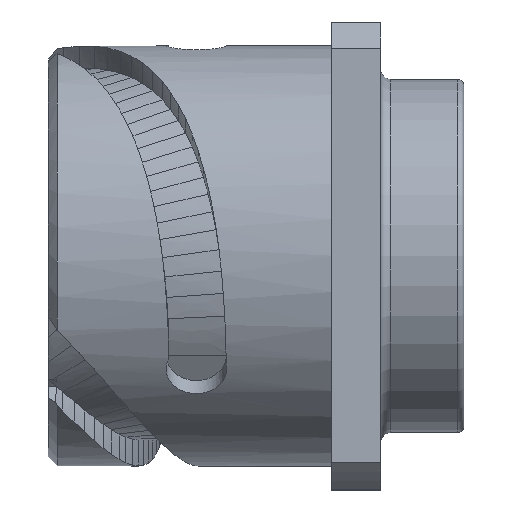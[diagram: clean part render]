
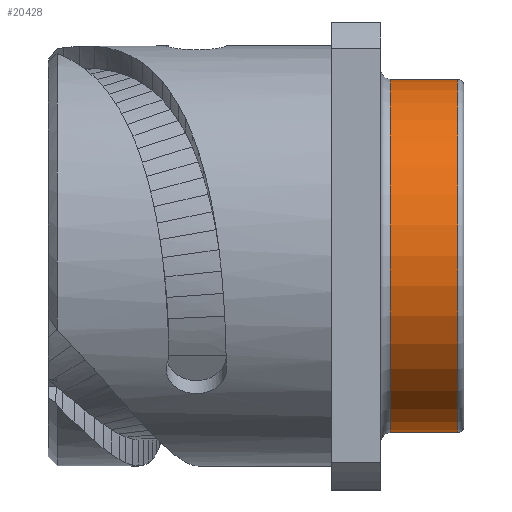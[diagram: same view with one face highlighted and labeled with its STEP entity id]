
A CAD part, top view. The second image highlights one B-rep face of the part: STEP entity #20428.
In plain terms, the highlighted cylindrical face has radius 14.365 mm (diameter 28.73 mm), a partial arc.
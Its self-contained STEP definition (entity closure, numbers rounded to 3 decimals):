
#5201=CARTESIAN_POINT('',(33.3,0.,0.));
#5202=DIRECTION('',(-1.,0.,0.));
#5203=DIRECTION('',(0.,-1.,0.));
#5204=AXIS2_PLACEMENT_3D('',#5201,#5202,#5203);
#5206=CARTESIAN_POINT('',(27.84,0.,0.));
#5207=DIRECTION('',(1.,0.,0.));
#5208=DIRECTION('',(0.,1.,0.));
#5209=AXIS2_PLACEMENT_3D('',#5206,#5207,#5208);
#5226=DIRECTION('',(-1.,0.,0.));
#5227=VECTOR('',#5226,5.46);
#5228=CARTESIAN_POINT('',(33.3,14.365,0.));
#5229=LINE('1533',#5228,#5227);
#5235=DIRECTION('',(-1.,0.,0.));
#5236=VECTOR('',#5235,5.46);
#5237=CARTESIAN_POINT('',(33.3,-14.365,0.));
#5238=LINE('1534',#5237,#5236);
#8661=CARTESIAN_POINT('',(27.84,-14.365,0.));
#8662=CARTESIAN_POINT('',(27.84,14.365,0.));
#8663=VERTEX_POINT('',#8661);
#8664=VERTEX_POINT('',#8662);
#8665=CARTESIAN_POINT('',(33.3,14.365,0.));
#8666=CARTESIAN_POINT('',(33.3,-14.365,0.));
#8667=VERTEX_POINT('',#8665);
#8668=VERTEX_POINT('',#8666);
#20414=CARTESIAN_POINT('',(-1.691,0.,0.));
#20415=DIRECTION('',(1.,0.,0.));
#20416=DIRECTION('',(0.,-1.,0.));
#20417=AXIS2_PLACEMENT_3D('',#20414,#20415,#20416);
#20418=CYLINDRICAL_SURFACE('247',#20417,14.365);
#20420=ORIENTED_EDGE('1531',*,*,#20419,.F.);
#20422=ORIENTED_EDGE('1534',*,*,#20421,.T.);
#20423=ORIENTED_EDGE('1526',*,*,#20401,.F.);
#20425=ORIENTED_EDGE('1533',*,*,#20424,.F.);
#20426=EDGE_LOOP('247',(#20420,#20422,#20423,#20425));
#20427=FACE_OUTER_BOUND('247',#20426,.F.);
#5205=CIRCLE('1531',#5204,14.365);
#5210=CIRCLE('1526',#5209,14.365);
#20401=EDGE_CURVE('1526',#8664,#8663,#5210,.T.);
#20419=EDGE_CURVE('1531',#8668,#8667,#5205,.T.);
#20421=EDGE_CURVE('1534',#8668,#8663,#5238,.T.);
#20424=EDGE_CURVE('1533',#8667,#8664,#5229,.T.);
#20428=ADVANCED_FACE('247',(#20427),#20418,.T.);
